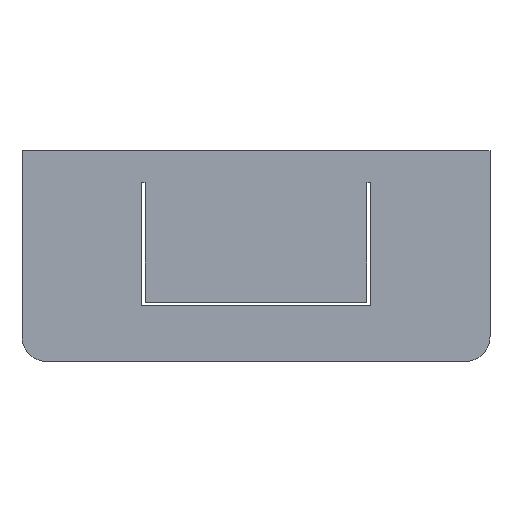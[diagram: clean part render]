
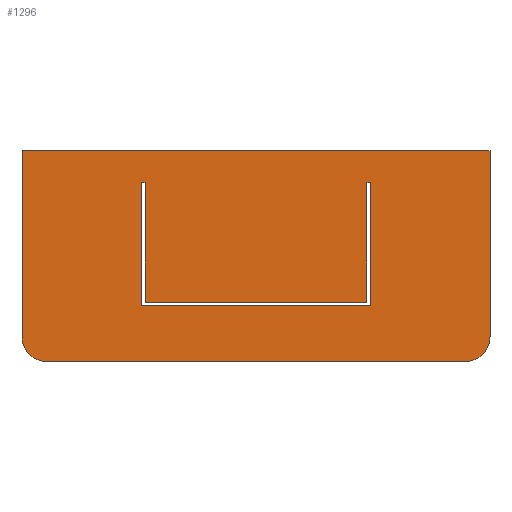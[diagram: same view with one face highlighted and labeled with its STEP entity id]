
A CAD part, front view. The second image highlights one B-rep face of the part: STEP entity #1296.
In plain terms, the highlighted planar face has unit normal (0, -1, 0).
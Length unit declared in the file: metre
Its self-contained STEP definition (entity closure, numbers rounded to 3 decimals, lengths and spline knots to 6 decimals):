
#104=LINE('',#2162,#242);
#118=LINE('',#2192,#256);
#119=LINE('',#2197,#257);
#120=LINE('',#2198,#258);
#121=LINE('',#2201,#259);
#122=LINE('',#2204,#260);
#123=LINE('',#2206,#261);
#124=LINE('',#2208,#262);
#125=LINE('',#2210,#263);
#126=LINE('',#2212,#264);
#127=LINE('',#2214,#265);
#128=LINE('',#2216,#266);
#242=VECTOR('',#1586,1.);
#256=VECTOR('',#1608,1.);
#257=VECTOR('',#1611,1.);
#258=VECTOR('',#1612,1.);
#259=VECTOR('',#1615,1.);
#260=VECTOR('',#1616,1.);
#261=VECTOR('',#1617,1.);
#262=VECTOR('',#1618,1.);
#263=VECTOR('',#1619,1.);
#264=VECTOR('',#1620,1.);
#265=VECTOR('',#1621,1.);
#266=VECTOR('',#1622,1.);
#331=PLANE('',#1394);
#533=ORIENTED_EDGE('',*,*,#843,.T.);
#534=ORIENTED_EDGE('',*,*,#844,.T.);
#535=ORIENTED_EDGE('',*,*,#845,.F.);
#536=ORIENTED_EDGE('',*,*,#828,.F.);
#537=ORIENTED_EDGE('',*,*,#846,.T.);
#538=ORIENTED_EDGE('',*,*,#847,.T.);
#539=ORIENTED_EDGE('',*,*,#848,.T.);
#540=ORIENTED_EDGE('',*,*,#849,.F.);
#541=ORIENTED_EDGE('',*,*,#850,.F.);
#542=ORIENTED_EDGE('',*,*,#851,.F.);
#543=ORIENTED_EDGE('',*,*,#852,.T.);
#544=ORIENTED_EDGE('',*,*,#853,.T.);
#545=ORIENTED_EDGE('',*,*,#854,.F.);
#546=ORIENTED_EDGE('',*,*,#855,.T.);
#828=EDGE_CURVE('',#990,#991,#104,.T.);
#843=EDGE_CURVE('',#1003,#1004,#118,.T.);
#844=EDGE_CURVE('',#1004,#1005,#1055,.T.);
#845=EDGE_CURVE('',#991,#1005,#119,.T.);
#846=EDGE_CURVE('',#990,#1006,#120,.T.);
#847=EDGE_CURVE('',#1006,#1003,#1056,.T.);
#848=EDGE_CURVE('',#1007,#1008,#121,.T.);
#849=EDGE_CURVE('',#1009,#1008,#122,.T.);
#850=EDGE_CURVE('',#1010,#1009,#123,.T.);
#851=EDGE_CURVE('',#1011,#1010,#124,.T.);
#852=EDGE_CURVE('',#1011,#1012,#125,.T.);
#853=EDGE_CURVE('',#1012,#1013,#126,.T.);
#854=EDGE_CURVE('',#1014,#1013,#127,.T.);
#855=EDGE_CURVE('',#1014,#1007,#128,.T.);
#990=VERTEX_POINT('',#2161);
#991=VERTEX_POINT('',#2163);
#1003=VERTEX_POINT('',#2193);
#1004=VERTEX_POINT('',#2194);
#1005=VERTEX_POINT('',#2196);
#1006=VERTEX_POINT('',#2199);
#1007=VERTEX_POINT('',#2202);
#1008=VERTEX_POINT('',#2203);
#1009=VERTEX_POINT('',#2205);
#1010=VERTEX_POINT('',#2207);
#1011=VERTEX_POINT('',#2209);
#1012=VERTEX_POINT('',#2211);
#1013=VERTEX_POINT('',#2213);
#1014=VERTEX_POINT('',#2215);
#1055=CIRCLE('',#1395,0.004);
#1056=CIRCLE('',#1396,0.004);
#1101=EDGE_LOOP('',(#533,#534,#535,#536,#537,#538));
#1102=EDGE_LOOP('',(#539,#540,#541,#542,#543,#544,#545,#546));
#1197=FACE_BOUND('',#1101,.T.);
#1198=FACE_BOUND('',#1102,.T.);
#1296=ADVANCED_FACE('',(#1197,#1198),#331,.T.);
#1394=AXIS2_PLACEMENT_3D('',#2191,#1606,#1607);
#1395=AXIS2_PLACEMENT_3D('',#2195,#1609,#1610);
#1396=AXIS2_PLACEMENT_3D('',#2200,#1613,#1614);
#1586=DIRECTION('',(1.,0.,0.));
#1606=DIRECTION('',(0.,-1.,0.));
#1607=DIRECTION('',(1.,0.,0.));
#1608=DIRECTION('',(1.,0.,0.));
#1609=DIRECTION('',(0.,-1.,0.));
#1610=DIRECTION('',(0.,0.,-1.));
#1611=DIRECTION('',(0.,0.,-1.));
#1612=DIRECTION('',(0.,0.,-1.));
#1613=DIRECTION('',(0.,-1.,0.));
#1614=DIRECTION('',(0.,0.,-1.));
#1615=DIRECTION('',(0.,0.,-1.));
#1616=DIRECTION('',(-1.,0.,0.));
#1617=DIRECTION('',(0.,0.,-1.));
#1618=DIRECTION('',(-1.,0.,0.));
#1619=DIRECTION('',(0.,0.,-1.));
#1620=DIRECTION('',(-1.,0.,0.));
#1621=DIRECTION('',(0.,0.,-1.));
#1622=DIRECTION('',(1.,0.,0.));
#2161=CARTESIAN_POINT('',(-0.038,-0.0168,-0.03575));
#2162=CARTESIAN_POINT('',(0.,-0.0168,-0.03575));
#2163=CARTESIAN_POINT('',(0.038,-0.0168,-0.03575));
#2191=CARTESIAN_POINT('',(0.,-0.0168,0.0025));
#2192=CARTESIAN_POINT('',(0.,-0.0168,-0.07));
#2193=CARTESIAN_POINT('',(-0.034,-0.0168,-0.07));
#2194=CARTESIAN_POINT('',(0.034,-0.0168,-0.07));
#2195=CARTESIAN_POINT('',(0.034,-0.0168,-0.066));
#2196=CARTESIAN_POINT('',(0.038,-0.0168,-0.066));
#2197=CARTESIAN_POINT('',(0.038,-0.0168,-0.052875));
#2198=CARTESIAN_POINT('',(-0.038,-0.0168,-0.052875));
#2199=CARTESIAN_POINT('',(-0.038,-0.0168,-0.066));
#2200=CARTESIAN_POINT('',(-0.034,-0.0168,-0.066));
#2201=CARTESIAN_POINT('',(-0.018,-0.0168,-0.05067));
#2202=CARTESIAN_POINT('',(-0.018,-0.0168,-0.04097));
#2203=CARTESIAN_POINT('',(-0.018,-0.0168,-0.06037));
#2204=CARTESIAN_POINT('',(0.009,-0.0168,-0.06037));
#2205=CARTESIAN_POINT('',(0.018,-0.0168,-0.06037));
#2206=CARTESIAN_POINT('',(0.018,-0.0168,-0.05067));
#2207=CARTESIAN_POINT('',(0.018,-0.0168,-0.04097));
#2208=CARTESIAN_POINT('',(0.0183,-0.0168,-0.04097));
#2209=CARTESIAN_POINT('',(0.0186,-0.0168,-0.04097));
#2210=CARTESIAN_POINT('',(0.0186,-0.0168,-0.05097));
#2211=CARTESIAN_POINT('',(0.0186,-0.0168,-0.06097));
#2212=CARTESIAN_POINT('',(0.0183,-0.0168,-0.06097));
#2213=CARTESIAN_POINT('',(-0.0186,-0.0168,-0.06097));
#2214=CARTESIAN_POINT('',(-0.0186,-0.0168,-0.05097));
#2215=CARTESIAN_POINT('',(-0.0186,-0.0168,-0.04097));
#2216=CARTESIAN_POINT('',(-0.0183,-0.0168,-0.04097));
